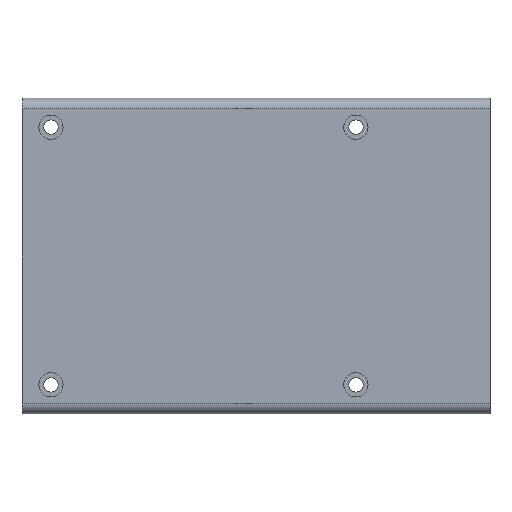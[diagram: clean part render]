
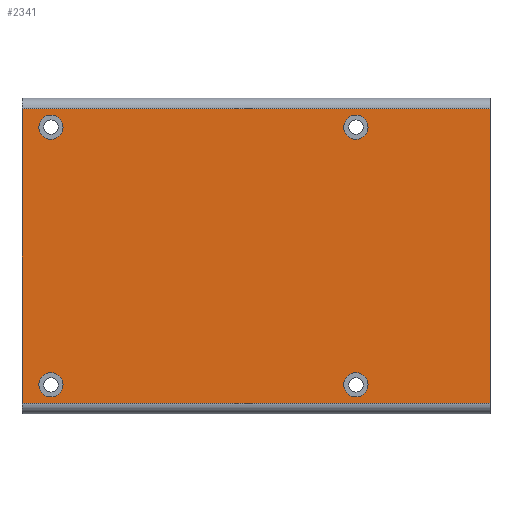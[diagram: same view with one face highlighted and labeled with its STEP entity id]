
A CAD part, front view. The second image highlights one B-rep face of the part: STEP entity #2341.
In plain terms, the highlighted planar face has unit normal (0, -1, 0).
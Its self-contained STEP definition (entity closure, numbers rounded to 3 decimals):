
#18 = EDGE_CURVE ( 'NONE', #3648, #3515, #3446, .T. ) ;
#19 = EDGE_CURVE ( 'NONE', #3476, #3525, #3445, .T. ) ;
#20 = EDGE_CURVE ( 'NONE', #3514, #3478, #3443, .T. ) ;
#21 = EDGE_CURVE ( 'NONE', #3642, #3473, #3442, .T. ) ;
#22 = EDGE_CURVE ( 'NONE', #387, #417, #3441, .T. ) ;
#23 = EDGE_CURVE ( 'NONE', #383, #376, #3440, .T. ) ;
#178 = CIRCLE ( 'NONE', #1621, 2.3 ) ;
#188 = CIRCLE ( 'NONE', #1622, 2.3 ) ;
#192 = CIRCLE ( 'NONE', #1623, 2.3 ) ;
#194 = CIRCLE ( 'NONE', #1624, 2.3 ) ;
#376 = VERTEX_POINT ( 'NONE', #2285 ) ;
#383 = VERTEX_POINT ( 'NONE', #2277 ) ;
#387 = VERTEX_POINT ( 'NONE', #2272 ) ;
#417 = VERTEX_POINT ( 'NONE', #1792 ) ;
#632 = DIRECTION ( 'NONE',  ( 0., 0., -1. ) ) ;
#635 = PLANE ( 'NONE',  #1517 ) ;
#642 = CARTESIAN_POINT ( 'NONE',  ( 0., 0., 0. ) ) ;
#644 = DIRECTION ( 'NONE',  ( 0., -1., 0. ) ) ;
#866 = EDGE_CURVE ( 'NONE', #387, #376, #2503, .T. ) ;
#949 = CARTESIAN_POINT ( 'NONE',  ( 63.5, 0., -5.5 ) ) ;
#950 = DIRECTION ( 'NONE',  ( 0., -1., 0. ) ) ;
#951 = DIRECTION ( 'NONE',  ( 0., 0., -1. ) ) ;
#956 = CARTESIAN_POINT ( 'NONE',  ( 5.5, 0., -54.5 ) ) ;
#957 = DIRECTION ( 'NONE',  ( 0., -1., 0. ) ) ;
#958 = DIRECTION ( 'NONE',  ( 0., 0., -1. ) ) ;
#961 = CARTESIAN_POINT ( 'NONE',  ( 63.5, 0., -54.5 ) ) ;
#962 = DIRECTION ( 'NONE',  ( 0., -1., 0. ) ) ;
#963 = DIRECTION ( 'NONE',  ( 0., 0., -1. ) ) ;
#965 = CARTESIAN_POINT ( 'NONE',  ( 5.5, 0., -5.5 ) ) ;
#966 = DIRECTION ( 'NONE',  ( 0., -1., 0. ) ) ;
#967 = DIRECTION ( 'NONE',  ( 0., 0., -1. ) ) ;
#1018 = CARTESIAN_POINT ( 'NONE',  ( 5.5, 0., -3.2 ) ) ;
#1079 = ORIENTED_EDGE ( 'NONE', *, *, #18, .F. ) ;
#1081 = ORIENTED_EDGE ( 'NONE', *, *, #3158, .F. ) ;
#1082 = ORIENTED_EDGE ( 'NONE', *, *, #19, .F. ) ;
#1084 = ORIENTED_EDGE ( 'NONE', *, *, #3157, .F. ) ;
#1085 = ORIENTED_EDGE ( 'NONE', *, *, #20, .F. ) ;
#1086 = ORIENTED_EDGE ( 'NONE', *, *, #3153, .F. ) ;
#1088 = ORIENTED_EDGE ( 'NONE', *, *, #21, .F. ) ;
#1089 = ORIENTED_EDGE ( 'NONE', *, *, #3160, .F. ) ;
#1091 = ORIENTED_EDGE ( 'NONE', *, *, #866, .F. ) ;
#1097 = ORIENTED_EDGE ( 'NONE', *, *, #22, .T. ) ;
#1103 = ORIENTED_EDGE ( 'NONE', *, *, #2643, .F. ) ;
#1105 = ORIENTED_EDGE ( 'NONE', *, *, #23, .T. ) ;
#1517 = AXIS2_PLACEMENT_3D ( 'NONE', #642, #644, #632 ) ;
#1621 = AXIS2_PLACEMENT_3D ( 'NONE', #949, #950, #951 ) ;
#1622 = AXIS2_PLACEMENT_3D ( 'NONE', #956, #957, #958 ) ;
#1623 = AXIS2_PLACEMENT_3D ( 'NONE', #961, #962, #963 ) ;
#1624 = AXIS2_PLACEMENT_3D ( 'NONE', #965, #966, #967 ) ;
#1792 = CARTESIAN_POINT ( 'NONE',  ( 89., 0., -58. ) ) ;
#1828 = DIRECTION ( 'NONE',  ( 0., 0., 1. ) ) ;
#1831 = CARTESIAN_POINT ( 'NONE',  ( 0., 0., 0. ) ) ;
#1848 = EDGE_LOOP ( 'NONE', ( #1091, #1097, #1103, #1105 ) ) ;
#1850 = EDGE_LOOP ( 'NONE', ( #1085, #1086 ) ) ;
#1890 = EDGE_LOOP ( 'NONE', ( #1082, #1084 ) ) ;
#1928 = EDGE_LOOP ( 'NONE', ( #1079, #1081 ) ) ;
#1983 = EDGE_LOOP ( 'NONE', ( #1088, #1089 ) ) ;
#2042 = VECTOR ( 'NONE', #2968, 1000. ) ;
#2045 = LINE ( 'NONE', #2967, #2042 ) ;
#2272 = CARTESIAN_POINT ( 'NONE',  ( 0., 0., -58. ) ) ;
#2277 = CARTESIAN_POINT ( 'NONE',  ( 89., 0., -2. ) ) ;
#2285 = CARTESIAN_POINT ( 'NONE',  ( 0., 0., -2. ) ) ;
#2341 = ADVANCED_FACE ( 'NONE', ( #2460, #2455, #2470, #2456, #2458 ), #635, .T. ) ;
#2455 = FACE_BOUND ( 'NONE', #1890, .T. ) ;
#2456 = FACE_BOUND ( 'NONE', #1983, .T. ) ;
#2458 = FACE_OUTER_BOUND ( 'NONE', #1848, .T. ) ;
#2460 = FACE_BOUND ( 'NONE', #1928, .T. ) ;
#2470 = FACE_BOUND ( 'NONE', #1850, .T. ) ;
#2500 = VECTOR ( 'NONE', #1828, 1000. ) ;
#2503 = LINE ( 'NONE', #1831, #2500 ) ;
#2555 = DIRECTION ( 'NONE',  ( 1., 0., 0. ) ) ;
#2571 = DIRECTION ( 'NONE',  ( -1., 0., 0. ) ) ;
#2573 = DIRECTION ( 'NONE',  ( 0., 0., -1. ) ) ;
#2574 = DIRECTION ( 'NONE',  ( 0., -1., 0. ) ) ;
#2575 = CARTESIAN_POINT ( 'NONE',  ( 5.5, 0., -5.5 ) ) ;
#2580 = CARTESIAN_POINT ( 'NONE',  ( 89., 0., -58. ) ) ;
#2582 = CARTESIAN_POINT ( 'NONE',  ( 0., 0., -2. ) ) ;
#2584 = DIRECTION ( 'NONE',  ( 0., 0., -1. ) ) ;
#2585 = DIRECTION ( 'NONE',  ( 0., -1., 0. ) ) ;
#2586 = CARTESIAN_POINT ( 'NONE',  ( 63.5, 0., -5.5 ) ) ;
#2588 = DIRECTION ( 'NONE',  ( 0., 0., -1. ) ) ;
#2589 = DIRECTION ( 'NONE',  ( 0., -1., 0. ) ) ;
#2590 = CARTESIAN_POINT ( 'NONE',  ( 5.5, 0., -54.5 ) ) ;
#2592 = DIRECTION ( 'NONE',  ( 0., 0., -1. ) ) ;
#2594 = DIRECTION ( 'NONE',  ( 0., -1., 0. ) ) ;
#2595 = CARTESIAN_POINT ( 'NONE',  ( 63.5, 0., -54.5 ) ) ;
#2643 = EDGE_CURVE ( 'NONE', #383, #417, #2045, .T. ) ;
#2655 = AXIS2_PLACEMENT_3D ( 'NONE', #2595, #2594, #2592 ) ;
#2656 = AXIS2_PLACEMENT_3D ( 'NONE', #2590, #2589, #2588 ) ;
#2658 = AXIS2_PLACEMENT_3D ( 'NONE', #2586, #2585, #2584 ) ;
#2660 = AXIS2_PLACEMENT_3D ( 'NONE', #2575, #2574, #2573 ) ;
#2772 = CARTESIAN_POINT ( 'NONE',  ( 5.5, 0., -56.8 ) ) ;
#2779 = CARTESIAN_POINT ( 'NONE',  ( 63.5, 0., -3.2 ) ) ;
#2810 = CARTESIAN_POINT ( 'NONE',  ( 63.5, 0., -7.8 ) ) ;
#2811 = CARTESIAN_POINT ( 'NONE',  ( 63.5, 0., -52.2 ) ) ;
#2821 = CARTESIAN_POINT ( 'NONE',  ( 5.5, 0., -52.2 ) ) ;
#2877 = CARTESIAN_POINT ( 'NONE',  ( 5.5, 0., -7.8 ) ) ;
#2881 = CARTESIAN_POINT ( 'NONE',  ( 63.5, 0., -56.8 ) ) ;
#2967 = CARTESIAN_POINT ( 'NONE',  ( 89., 0., 0. ) ) ;
#2968 = DIRECTION ( 'NONE',  ( 0., 0., -1. ) ) ;
#3153 = EDGE_CURVE ( 'NONE', #3478, #3514, #178, .T. ) ;
#3157 = EDGE_CURVE ( 'NONE', #3525, #3476, #188, .T. ) ;
#3158 = EDGE_CURVE ( 'NONE', #3515, #3648, #192, .T. ) ;
#3160 = EDGE_CURVE ( 'NONE', #3473, #3642, #194, .T. ) ;
#3436 = VECTOR ( 'NONE', #2571, 1000. ) ;
#3438 = VECTOR ( 'NONE', #2555, 1000. ) ;
#3440 = LINE ( 'NONE', #2582, #3436 ) ;
#3441 = LINE ( 'NONE', #2580, #3438 ) ;
#3442 = CIRCLE ( 'NONE', #2660, 2.3 ) ;
#3443 = CIRCLE ( 'NONE', #2658, 2.3 ) ;
#3445 = CIRCLE ( 'NONE', #2656, 2.3 ) ;
#3446 = CIRCLE ( 'NONE', #2655, 2.3 ) ;
#3473 = VERTEX_POINT ( 'NONE', #1018 ) ;
#3476 = VERTEX_POINT ( 'NONE', #2772 ) ;
#3478 = VERTEX_POINT ( 'NONE', #2779 ) ;
#3514 = VERTEX_POINT ( 'NONE', #2810 ) ;
#3515 = VERTEX_POINT ( 'NONE', #2811 ) ;
#3525 = VERTEX_POINT ( 'NONE', #2821 ) ;
#3642 = VERTEX_POINT ( 'NONE', #2877 ) ;
#3648 = VERTEX_POINT ( 'NONE', #2881 ) ;
